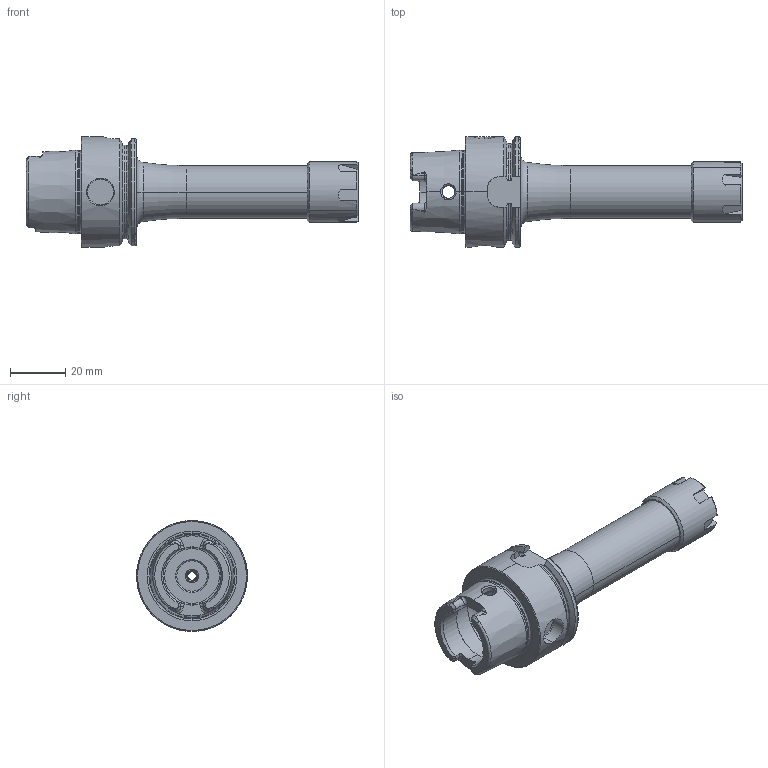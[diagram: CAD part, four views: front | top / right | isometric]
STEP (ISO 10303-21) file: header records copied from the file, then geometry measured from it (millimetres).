
FILE_DESCRIPTION (( 'STEP AP203' ), '1' );
FILE_NAME ('HA4.E17.K01.100.STEP', '2018-02-16T10:12:10', ( 'SWIAdmin' ), ( 'Hewlett-Packard Company' ), 'SwSTEP 2.0', 'SolidWorks 2017', '' );
FILE_SCHEMA (( 'CONFIG_CONTROL_DESIGN' ));
Length unit declared in the file: millimetre
Products named in the file (4): E17-ER1.001.018; ERU-AN2.K01.016_A; HA4.E17.K01.100; HA4-E17.K01.100_B_Fertigbearbeitung
Assembly tree (3 placements, depth 2):
  HA4.E17.K01.100
    HA4-E17.K01.100_B_Fertigbearbeitung
    E17-ER1.001.018
    ERU-AN2.K01.016_A
Bounding box: 119.9 x 40 x 40 mm (x, y, z)
Volume: 42605.5 mm3; surface area: 18459 mm2
Topology: 3 solids, 3 shells, 269 faces, 686 edges, 426 vertices
Faces by surface type: plane 103, cylinder 69, cone 52, torus 41, bspline 4
Entity records: 9796 total; most frequent: CARTESIAN_POINT 3004, ORIENTED_EDGE 1372, DIRECTION 1325, EDGE_CURVE 686, AXIS2_PLACEMENT_3D 522, VERTEX_POINT 426, EDGE_LOOP 282, LINE 281
